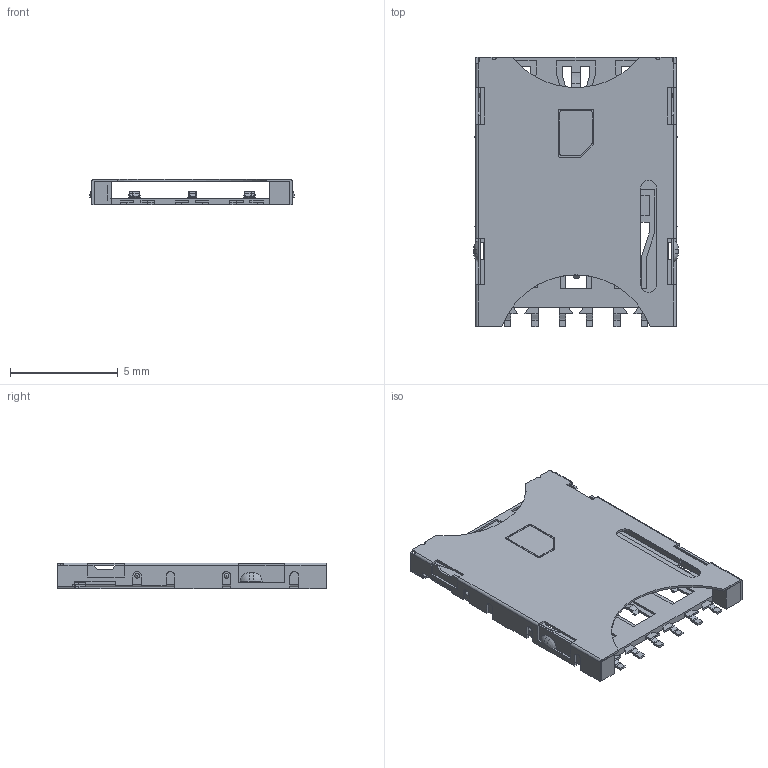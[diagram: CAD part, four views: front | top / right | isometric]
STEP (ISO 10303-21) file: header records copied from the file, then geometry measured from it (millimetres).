
FILE_DESCRIPTION( ( 'Unknown' ), '1' );
FILE_NAME( '693043020611.stp', 'Unknown', ( 'Quentin LAIDEBEUR' ), ( 'WE' ), 'PSStep 15.0.49', 'Sample-box', ' ' );
FILE_SCHEMA( ( 'AUTOMOTIVE_DESIGN { 1 0 10303 214 1 1 1 1 }' ) );
Length unit declared in the file: millimetre
Products named in the file (4): Assem1; 693043020611; 693043020611_SHIELDING
Assembly tree (3 placements, depth 2):
  Assem1
    693043020611
    693043020611
    693043020611_SHIELDING
Bounding box: 9.5 x 12.5 x 1.21 mm (x, y, z)
Volume: 35.3 mm3; surface area: 603.1 mm2
Topology: 3 solids, 3 shells, 1012 faces, 3015 edges, 1980 vertices
Faces by surface type: plane 850, cylinder 144, sphere 8, bspline 6, torus 4
Full cylindrical faces by diameter (mm): 0.01 x4, 0.21 x4
Entity records: 41795 total; most frequent: CARTESIAN_POINT 6187, ORIENTED_EDGE 5982, DIRECTION 5323, EDGE_CURVE 2991, LINE 2663, VECTOR 2663, VERTEX_POINT 1980, AXIS2_PLACEMENT_3D 1330
